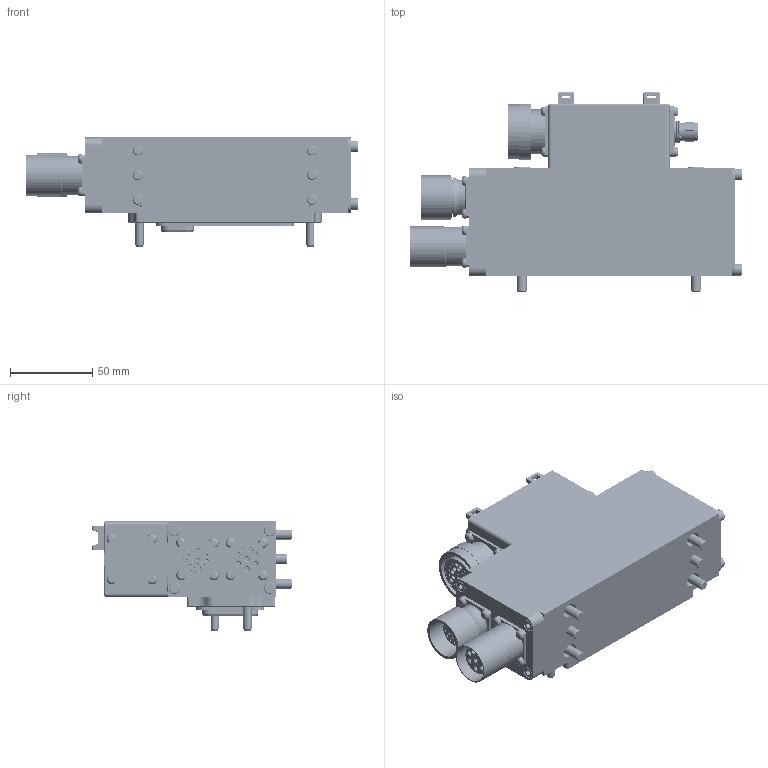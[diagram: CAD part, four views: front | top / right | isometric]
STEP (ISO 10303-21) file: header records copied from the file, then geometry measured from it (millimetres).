
FILE_DESCRIPTION (( 'STEP AP203' ), '1' );
FILE_NAME ('P6779.STEP', '2018-11-30T14:09:40', ( 'rsp' ), ( 'Hewlett-Packard Company' ), 'SwSTEP 2.0', 'SolidWorks 2017', '' );
FILE_SCHEMA (( 'CONFIG_CONTROL_DESIGN' ));
Products named in the file (1): P6779
Bounding box: 202 x 121.4 x 66.4 mm (x, y, z)
Volume: 675029.5 mm3; surface area: 180597.1 mm2
Topology: 147 solids, 151 shells, 3794 faces, 9046 edges, 5967 vertices
Faces by surface type: plane 1525, cylinder 1487, cone 323, bspline 323, torus 128, sphere 8
Entity records: 145309 total; most frequent: CARTESIAN_POINT 58685, ORIENTED_EDGE 17998, DIRECTION 17376, EDGE_CURVE 8999, AXIS2_PLACEMENT_3D 6844, VERTEX_POINT 5967, EDGE_LOOP 4546, ADVANCED_FACE 3794
